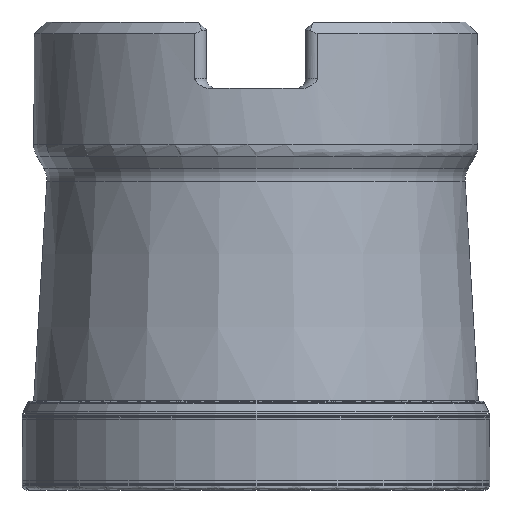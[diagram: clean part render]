
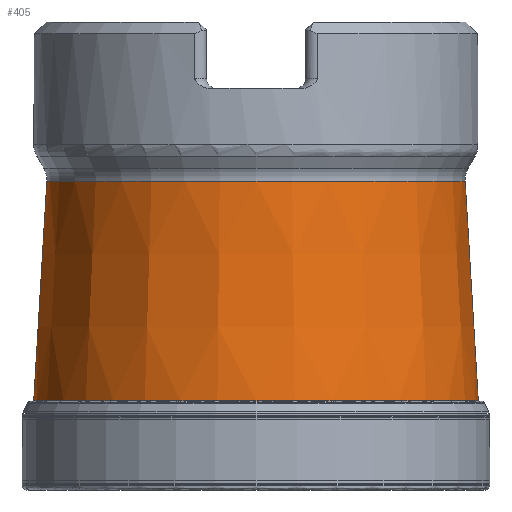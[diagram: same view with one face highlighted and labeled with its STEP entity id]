
A CAD part, front view. The second image highlights one B-rep face of the part: STEP entity #405.
In plain terms, the highlighted conical face has half-angle 3.41 degrees and reference radius 17.845 mm.
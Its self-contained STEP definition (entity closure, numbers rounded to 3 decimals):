
#185=FACE_BOUND('',#581,.T.);
#186=FACE_BOUND('',#582,.T.);
#316=CONICAL_SURFACE('',#1670,17.845,3.41);
#405=ADVANCED_FACE('',(#185,#186),#316,.T.);
#581=EDGE_LOOP('',(#851));
#582=EDGE_LOOP('',(#852));
#851=ORIENTED_EDGE('',*,*,#1368,.T.);
#852=ORIENTED_EDGE('',*,*,#1369,.T.);
#1225=VERTEX_POINT('',#2376);
#1226=VERTEX_POINT('',#2378);
#1368=EDGE_CURVE('',#1225,#1225,#1550,.T.);
#1369=EDGE_CURVE('',#1226,#1226,#1551,.T.);
#1550=CIRCLE('',#1668,18.998);
#1551=CIRCLE('',#1669,17.881);
#1668=AXIS2_PLACEMENT_3D('',#2375,#1882,#1883);
#1669=AXIS2_PLACEMENT_3D('',#2377,#1884,#1885);
#1670=AXIS2_PLACEMENT_3D('',#2379,#1886,#1887);
#1882=DIRECTION('',(0.,0.,1.));
#1883=DIRECTION('',(1.,0.,0.));
#1884=DIRECTION('',(0.,0.,-1.));
#1885=DIRECTION('',(-1.,0.,0.));
#1886=DIRECTION('',(0.,0.,-1.));
#1887=DIRECTION('',(-1.,0.,0.));
#2375=CARTESIAN_POINT('',(0.,0.,-32.351));
#2376=CARTESIAN_POINT('',(18.998,0.,-32.351));
#2377=CARTESIAN_POINT('',(0.,0.,-13.599));
#2378=CARTESIAN_POINT('',(-17.881,0.,-13.599));
#2379=CARTESIAN_POINT('',(0.,0.,-13.));
